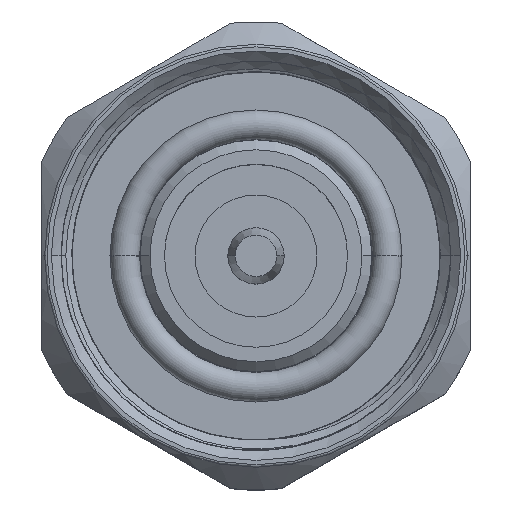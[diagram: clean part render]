
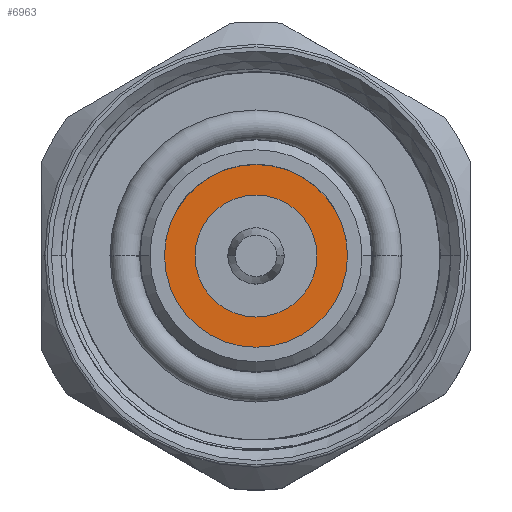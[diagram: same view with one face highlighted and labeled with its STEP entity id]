
A CAD part, top view. The second image highlights one B-rep face of the part: STEP entity #6963.
In plain terms, the highlighted face is planar.
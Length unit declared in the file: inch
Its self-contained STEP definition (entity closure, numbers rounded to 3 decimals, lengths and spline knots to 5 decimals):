
#128 = EDGE_CURVE ( 'NONE', #2526, #4863, #9417, .T. ) ;
#193 = EDGE_LOOP ( 'NONE', ( #8429, #4650 ) ) ;
#605 = ORIENTED_EDGE ( 'NONE', *, *, #128, .F. ) ;
#645 = CARTESIAN_POINT ( 'NONE',  ( 0.305, 0., 0.12329 ) ) ;
#665 = DIRECTION ( 'NONE',  ( 0., 0., 1. ) ) ;
#695 = PLANE ( 'NONE',  #5960 ) ;
#1003 = CARTESIAN_POINT ( 'NONE',  ( 0.305, 0., 0. ) ) ;
#1112 = CARTESIAN_POINT ( 'NONE',  ( 0.305, 0., 0. ) ) ;
#1586 = CIRCLE ( 'NONE', #7858, 0.12329 ) ;
#1954 = CARTESIAN_POINT ( 'NONE',  ( 0.305, 0., 0.185 ) ) ;
#2121 = CARTESIAN_POINT ( 'NONE',  ( 0.305, 0., -0.12329 ) ) ;
#2526 = VERTEX_POINT ( 'NONE', #2121 ) ;
#3662 = DIRECTION ( 'NONE',  ( -1., 0., 0. ) ) ;
#3748 = CIRCLE ( 'NONE', #7135, 0.185 ) ;
#4055 = DIRECTION ( 'NONE',  ( 0., 0., 1. ) ) ;
#4423 = VERTEX_POINT ( 'NONE', #10096 ) ;
#4486 = AXIS2_PLACEMENT_3D ( 'NONE', #10816, #4917, #4055 ) ;
#4563 = CIRCLE ( 'NONE', #4486, 0.185 ) ;
#4650 = ORIENTED_EDGE ( 'NONE', *, *, #9410, .F. ) ;
#4653 = EDGE_CURVE ( 'NONE', #4863, #2526, #1586, .T. ) ;
#4682 = FACE_OUTER_BOUND ( 'NONE', #193, .T. ) ;
#4847 = CARTESIAN_POINT ( 'NONE',  ( 0.305, 0., 0. ) ) ;
#4863 = VERTEX_POINT ( 'NONE', #645 ) ;
#4917 = DIRECTION ( 'NONE',  ( 1., 0., 0. ) ) ;
#5845 = AXIS2_PLACEMENT_3D ( 'NONE', #1003, #6925, #10384 ) ;
#5960 = AXIS2_PLACEMENT_3D ( 'NONE', #4847, #9921, #665 ) ;
#6925 = DIRECTION ( 'NONE',  ( -1., 0., 0. ) ) ;
#6927 = EDGE_CURVE ( 'NONE', #4423, #8016, #4563, .T. ) ;
#6963 = ADVANCED_FACE ( 'NONE', ( #7986, #4682 ), #695, .T. ) ;
#7105 = CARTESIAN_POINT ( 'NONE',  ( 0.305, 0., 0. ) ) ;
#7135 = AXIS2_PLACEMENT_3D ( 'NONE', #1112, #9521, #7859 ) ;
#7858 = AXIS2_PLACEMENT_3D ( 'NONE', #7105, #3662, #9556 ) ;
#7859 = DIRECTION ( 'NONE',  ( 0., 0., 1. ) ) ;
#7986 = FACE_BOUND ( 'NONE', #10839, .T. ) ;
#8016 = VERTEX_POINT ( 'NONE', #1954 ) ;
#8429 = ORIENTED_EDGE ( 'NONE', *, *, #6927, .F. ) ;
#9410 = EDGE_CURVE ( 'NONE', #8016, #4423, #3748, .T. ) ;
#9417 = CIRCLE ( 'NONE', #5845, 0.12329 ) ;
#9521 = DIRECTION ( 'NONE',  ( 1., 0., 0. ) ) ;
#9556 = DIRECTION ( 'NONE',  ( 0., 0., 1. ) ) ;
#9921 = DIRECTION ( 'NONE',  ( -1., 0., 0. ) ) ;
#10096 = CARTESIAN_POINT ( 'NONE',  ( 0.305, 0., -0.185 ) ) ;
#10384 = DIRECTION ( 'NONE',  ( 0., 0., 1. ) ) ;
#10508 = ORIENTED_EDGE ( 'NONE', *, *, #4653, .F. ) ;
#10816 = CARTESIAN_POINT ( 'NONE',  ( 0.305, 0., 0. ) ) ;
#10839 = EDGE_LOOP ( 'NONE', ( #605, #10508 ) ) ;
